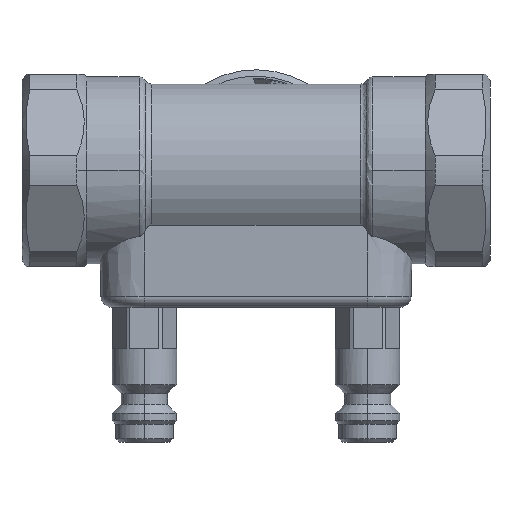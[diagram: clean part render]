
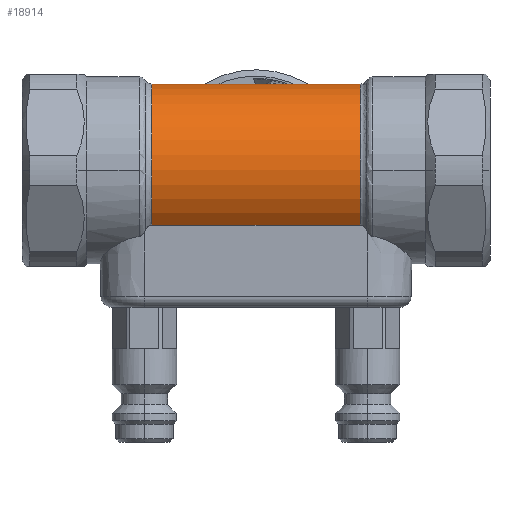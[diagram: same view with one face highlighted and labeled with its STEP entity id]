
A CAD part, front view. The second image highlights one B-rep face of the part: STEP entity #18914.
In plain terms, the highlighted cylindrical face has radius 12 mm (diameter 24 mm), a partial arc.
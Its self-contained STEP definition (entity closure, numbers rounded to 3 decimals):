
#64=CARTESIAN_POINT('',(-13.5,0.,0.));
#65=DIRECTION('',(1.,0.,0.));
#66=DIRECTION('',(0.,0.775,-0.632));
#67=AXIS2_PLACEMENT_3D('',#64,#65,#66);
#80=DIRECTION('',(1.,0.,0.));
#81=VECTOR('',#80,4.814);
#82=CARTESIAN_POINT('',(-13.5,9.299,-7.585));
#83=LINE('',#82,#81);
#88=DIRECTION('',(1.,0.,0.));
#89=VECTOR('',#88,5.201);
#90=CARTESIAN_POINT('',(10.299,9.299,-7.585));
#91=LINE('',#90,#89);
#106=CARTESIAN_POINT('',(-8.686,9.299,-7.585));
#107=CARTESIAN_POINT('',(-8.945,9.548,-7.28));
#108=CARTESIAN_POINT('',(-9.422,10.005,-6.657));
#109=CARTESIAN_POINT('',(-10.015,10.574,-5.707));
#110=CARTESIAN_POINT('',(-10.496,11.037,-4.749));
#111=CARTESIAN_POINT('',(-10.875,11.4,-3.791));
#112=CARTESIAN_POINT('',(-11.16,11.674,-2.835));
#113=CARTESIAN_POINT('',(-11.359,11.864,-1.882));
#114=CARTESIAN_POINT('',(-11.475,11.976,
-0.936));
#115=CARTESIAN_POINT('',(-11.5,12.,
-0.31));
#116=CARTESIAN_POINT('',(-11.5,12.,
0.));
#140=CARTESIAN_POINT('',(1.,0.,12.));
#141=CARTESIAN_POINT('',(1.52,0.518,12.));
#142=CARTESIAN_POINT('',(2.545,1.547,11.933));
#143=CARTESIAN_POINT('',(4.052,3.052,11.639));
#144=CARTESIAN_POINT('',(5.48,4.48,11.165));
#145=CARTESIAN_POINT('',(6.8,5.8,10.538));
#146=CARTESIAN_POINT('',(7.993,6.993,9.785));
#147=CARTESIAN_POINT('',(9.047,8.047,8.935));
#148=CARTESIAN_POINT('',(9.961,8.961,8.015));
#149=CARTESIAN_POINT('',(10.736,9.736,7.05));
#150=CARTESIAN_POINT('',(11.381,10.381,6.056));
#151=CARTESIAN_POINT('',(11.906,10.906,5.047));
#152=CARTESIAN_POINT('',(12.319,11.319,4.034));
#153=CARTESIAN_POINT('',(12.629,11.629,3.021));
#154=CARTESIAN_POINT('',(12.846,11.846,2.006));
#155=CARTESIAN_POINT('',(12.973,11.973,0.998));
#156=CARTESIAN_POINT('',(13.001,12.,0.331));
#157=CARTESIAN_POINT('',(13.,12.,0.));
#159=CARTESIAN_POINT('',(13.,12.,0.));
#160=CARTESIAN_POINT('',(13.002,12.,-0.304));
#161=CARTESIAN_POINT('',(12.979,11.977,-0.921));
#162=CARTESIAN_POINT('',(12.869,11.867,-1.867));
#163=CARTESIAN_POINT('',(12.678,11.676,-2.828));
#164=CARTESIAN_POINT('',(12.401,11.399,-3.795));
#165=CARTESIAN_POINT('',(12.033,11.032,-4.761));
#166=CARTESIAN_POINT('',(11.569,10.568,-5.719));
#167=CARTESIAN_POINT('',(11.,9.999,-6.666));
#168=CARTESIAN_POINT('',(10.545,9.545,-7.283));
#169=CARTESIAN_POINT('',(10.299,9.299,-7.585));
#171=CARTESIAN_POINT('',(-11.5,12.,
0.));
#172=CARTESIAN_POINT('',(-11.5,12.,0.325));
#173=CARTESIAN_POINT('',(-11.472,11.974,0.981));
#174=CARTESIAN_POINT('',(-11.345,11.851,1.973));
#175=CARTESIAN_POINT('',(-11.126,11.641,2.973));
#176=CARTESIAN_POINT('',(-10.811,11.339,3.977));
#177=CARTESIAN_POINT('',(-10.391,10.935,4.982));
#178=CARTESIAN_POINT('',(-9.856,10.421,5.986));
#179=CARTESIAN_POINT('',(-9.194,9.786,6.98));
#180=CARTESIAN_POINT('',(-8.395,9.019,7.949));
#181=CARTESIAN_POINT('',(-7.449,8.111,8.877));
#182=CARTESIAN_POINT('',(-6.353,7.059,9.737));
#183=CARTESIAN_POINT('',(-5.108,5.864,10.503));
#184=CARTESIAN_POINT('',(-3.725,4.536,11.143));
#185=CARTESIAN_POINT('',(-2.223,3.094,11.628));
#186=CARTESIAN_POINT('',(-0.633,1.568,11.931));
#187=CARTESIAN_POINT('',(0.451,0.527,12.));
#188=CARTESIAN_POINT('',(1.,0.,12.));
#12258=CARTESIAN_POINT('',(15.5,0.,0.));
#12259=DIRECTION('',(-1.,0.,0.));
#12260=DIRECTION('',(0.,-0.775,-0.632));
#12261=AXIS2_PLACEMENT_3D('',#12258,#12259,#12260);
#13811=DIRECTION('',(1.,0.,0.));
#13812=VECTOR('',#13811,29.);
#13813=CARTESIAN_POINT('',(-13.5,-9.299,-7.585));
#13814=LINE('',#13813,#13812);
#15908=VERTEX_POINT('',#159);
#15909=VERTEX_POINT('',#169);
#15910=CARTESIAN_POINT('',(-13.5,-9.299,-7.585));
#15911=CARTESIAN_POINT('',(15.5,-9.299,-7.585));
#15912=VERTEX_POINT('',#15910);
#15913=VERTEX_POINT('',#15911);
#15991=CARTESIAN_POINT('',(15.5,9.299,-7.585));
#15992=VERTEX_POINT('',#15991);
#16065=VERTEX_POINT('',#106);
#16066=VERTEX_POINT('',#116);
#16068=VERTEX_POINT('',#188);
#16073=CARTESIAN_POINT('',(-13.5,9.299,-7.585));
#16074=VERTEX_POINT('',#16073);
#18893=CARTESIAN_POINT('',(-36.4,0.,0.));
#18894=DIRECTION('',(1.,0.,0.));
#18895=DIRECTION('',(0.,-1.,0.));
#18896=AXIS2_PLACEMENT_3D('',#18893,#18894,#18895);
#18897=CYLINDRICAL_SURFACE('',#18896,12.);
#18898=ORIENTED_EDGE('',*,*,#18883,.T.);
#18900=ORIENTED_EDGE('',*,*,#18899,.T.);
#18902=ORIENTED_EDGE('',*,*,#18901,.T.);
#18904=ORIENTED_EDGE('',*,*,#18903,.T.);
#18905=ORIENTED_EDGE('',*,*,#18835,.T.);
#18907=ORIENTED_EDGE('',*,*,#18906,.F.);
#18909=ORIENTED_EDGE('',*,*,#18908,.F.);
#18910=ORIENTED_EDGE('',*,*,#18807,.F.);
#18911=ORIENTED_EDGE('',*,*,#18821,.T.);
#18912=EDGE_LOOP('',(#18898,#18900,#18902,#18904,#18905,#18907,#18909,#18910,
#18911));
#18913=FACE_OUTER_BOUND('',#18912,.F.);
#18914=ADVANCED_FACE('',(#18913),#18897,.T.);
#68=CIRCLE('',#67,12.);
#117=B_SPLINE_CURVE_WITH_KNOTS('',3,(#106,#107,#108,#109,#110,#111,#112,#113,
#114,#115,#116),.UNSPECIFIED.,.F.,.F.,(4,1,1,1,1,1,1,1,4),(0.,0.125,0.25,
0.375,0.5,0.625,0.75,0.875,1.),.UNSPECIFIED.);
#158=B_SPLINE_CURVE_WITH_KNOTS('',3,(#140,#141,#142,#143,#144,#145,#146,#147,
#148,#149,#150,#151,#152,#153,#154,#155,#156,#157),.UNSPECIFIED.,.F.,.F.,(4,1,1,
1,1,1,1,1,1,1,1,1,1,1,1,4),(0.,0.067,0.133,0.2,
0.267,0.333,0.4,0.467,0.533,
0.6,0.667,0.733,0.8,0.867,
0.933,1.),.UNSPECIFIED.);
#170=B_SPLINE_CURVE_WITH_KNOTS('',3,(#159,#160,#161,#162,#163,#164,#165,#166,
#167,#168,#169),.UNSPECIFIED.,.F.,.F.,(4,1,1,1,1,1,1,1,4),(0.,0.125,0.25,
0.375,0.5,0.625,0.75,0.875,1.),.UNSPECIFIED.);
#189=B_SPLINE_CURVE_WITH_KNOTS('',3,(#171,#172,#173,#174,#175,#176,#177,#178,
#179,#180,#181,#182,#183,#184,#185,#186,#187,#188),.UNSPECIFIED.,.F.,.F.,(4,1,1,
1,1,1,1,1,1,1,1,1,1,1,1,4),(0.,0.067,0.133,0.2,
0.267,0.333,0.4,0.467,0.533,
0.6,0.667,0.733,0.8,0.867,
0.933,1.),.UNSPECIFIED.);
#12262=CIRCLE('',#12261,12.);
#18807=EDGE_CURVE('',#16074,#15912,#68,.T.);
#18821=EDGE_CURVE('',#16074,#16065,#83,.T.);
#18835=EDGE_CURVE('',#15909,#15992,#91,.T.);
#18883=EDGE_CURVE('',#16065,#16066,#117,.T.);
#18899=EDGE_CURVE('',#16066,#16068,#189,.T.);
#18901=EDGE_CURVE('',#16068,#15908,#158,.T.);
#18903=EDGE_CURVE('',#15908,#15909,#170,.T.);
#18906=EDGE_CURVE('',#15913,#15992,#12262,.T.);
#18908=EDGE_CURVE('',#15912,#15913,#13814,.T.);
